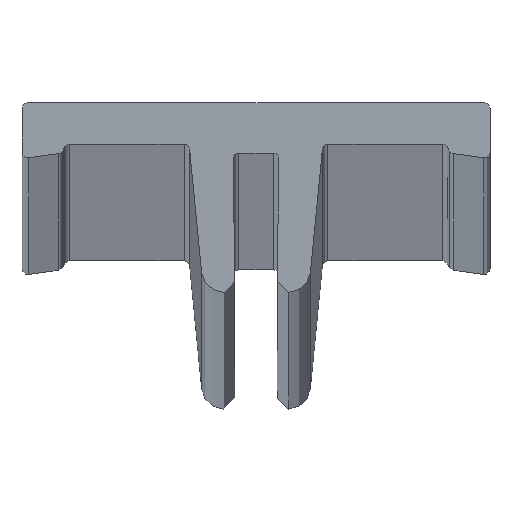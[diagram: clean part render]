
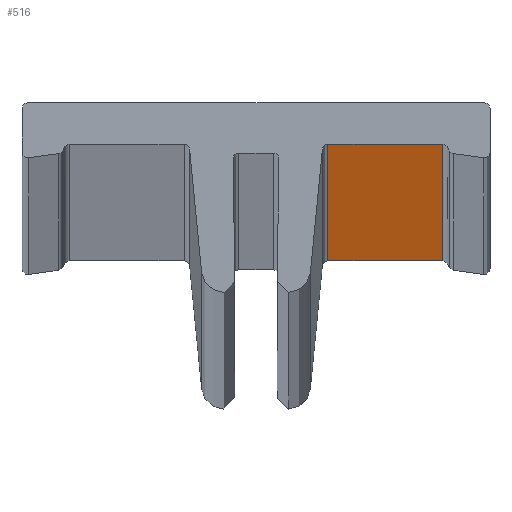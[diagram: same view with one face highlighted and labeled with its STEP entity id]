
A CAD part, top view. The second image highlights one B-rep face of the part: STEP entity #516.
In plain terms, the highlighted planar face has unit normal (0, -1, 0).
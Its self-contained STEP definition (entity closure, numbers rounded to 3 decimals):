
#3 = CARTESIAN_POINT ( 'NONE',  ( 16.72, -3.7, -6000. ) ) ;
#29 = EDGE_CURVE ( 'NONE', #670, #308, #133, .T. ) ;
#46 = CARTESIAN_POINT ( 'NONE',  ( 16.72, -3.7, 0. ) ) ;
#71 = DIRECTION ( 'NONE',  ( 1., 0., 0. ) ) ;
#79 = PLANE ( 'NONE',  #1052 ) ;
#100 = LINE ( 'NONE', #1140, #378 ) ;
#133 = LINE ( 'NONE', #46, #284 ) ;
#238 = CARTESIAN_POINT ( 'NONE',  ( 6.454, -3.7, -6000. ) ) ;
#256 = ORIENTED_EDGE ( 'NONE', *, *, #29, .T. ) ;
#269 = EDGE_LOOP ( 'NONE', ( #838, #256, #574, #375 ) ) ;
#284 = VECTOR ( 'NONE', #410, 1000. ) ;
#298 = VERTEX_POINT ( 'NONE', #301 ) ;
#301 = CARTESIAN_POINT ( 'NONE',  ( 6.454, -3.7, -6000. ) ) ;
#308 = VERTEX_POINT ( 'NONE', #504 ) ;
#375 = ORIENTED_EDGE ( 'NONE', *, *, #1133, .T. ) ;
#378 = VECTOR ( 'NONE', #614, 1000. ) ;
#410 = DIRECTION ( 'NONE',  ( 0., 0., 1. ) ) ;
#433 = FACE_OUTER_BOUND ( 'NONE', #269, .T. ) ;
#496 = DIRECTION ( 'NONE',  ( 0., 0., -1. ) ) ;
#504 = CARTESIAN_POINT ( 'NONE',  ( 16.72, -3.7, 0. ) ) ;
#516 = ADVANCED_FACE ( 'NONE', ( #433 ), #79, .T. ) ;
#526 = DIRECTION ( 'NONE',  ( 0., 0., -1. ) ) ;
#574 = ORIENTED_EDGE ( 'NONE', *, *, #774, .F. ) ;
#614 = DIRECTION ( 'NONE',  ( 1., 0., 0. ) ) ;
#670 = VERTEX_POINT ( 'NONE', #3 ) ;
#743 = CARTESIAN_POINT ( 'NONE',  ( 6.454, -3.7, 0. ) ) ;
#763 = LINE ( 'NONE', #238, #885 ) ;
#774 = EDGE_CURVE ( 'NONE', #1048, #308, #854, .T. ) ;
#838 = ORIENTED_EDGE ( 'NONE', *, *, #924, .T. ) ;
#854 = LINE ( 'NONE', #1136, #925 ) ;
#868 = DIRECTION ( 'NONE',  ( 0., -1., 0. ) ) ;
#885 = VECTOR ( 'NONE', #496, 1000. ) ;
#924 = EDGE_CURVE ( 'NONE', #298, #670, #100, .T. ) ;
#925 = VECTOR ( 'NONE', #71, 1000. ) ;
#1048 = VERTEX_POINT ( 'NONE', #743 ) ;
#1052 = AXIS2_PLACEMENT_3D ( 'NONE', #1143, #868, #526 ) ;
#1133 = EDGE_CURVE ( 'NONE', #1048, #298, #763, .T. ) ;
#1136 = CARTESIAN_POINT ( 'NONE',  ( 17., -3.7, 0. ) ) ;
#1140 = CARTESIAN_POINT ( 'NONE',  ( 17., -3.7, -6000. ) ) ;
#1143 = CARTESIAN_POINT ( 'NONE',  ( 17., -3.7, -6000. ) ) ;
